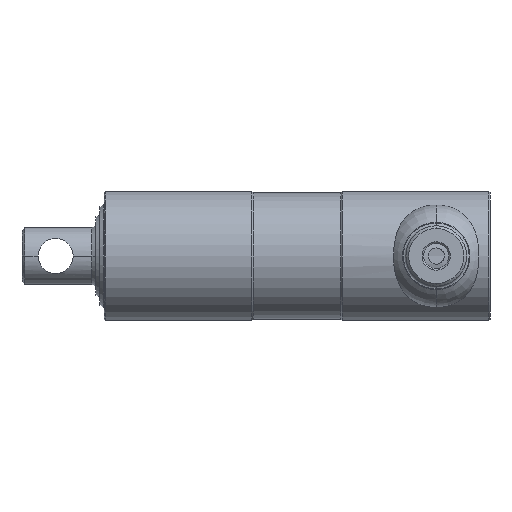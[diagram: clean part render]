
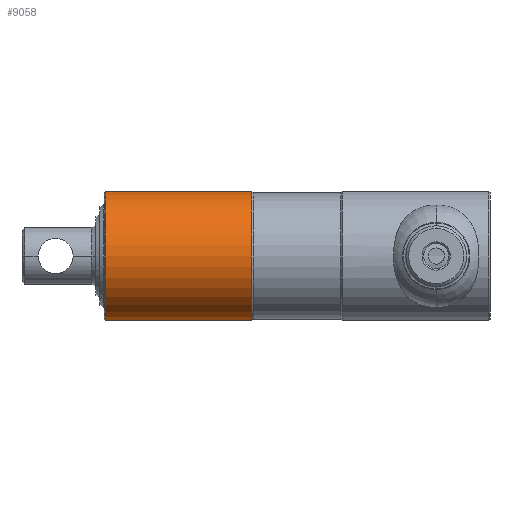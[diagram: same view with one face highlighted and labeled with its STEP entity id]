
A CAD part, left-side view. The second image highlights one B-rep face of the part: STEP entity #9058.
In plain terms, the highlighted cylindrical face has radius 48 mm (diameter 96 mm), a partial arc.
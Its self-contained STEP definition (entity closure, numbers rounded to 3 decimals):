
#456 = CIRCLE ( 'NONE', #1522, 48. ) ;
#621 = DIRECTION ( 'NONE',  ( 0., 0., -1. ) ) ;
#1291 = CIRCLE ( 'NONE', #4746, 48. ) ;
#1522 = AXIS2_PLACEMENT_3D ( 'NONE', #3989, #8967, #4724 ) ;
#2025 = CARTESIAN_POINT ( 'NONE',  ( 0., 177., 48. ) ) ;
#2286 = CARTESIAN_POINT ( 'NONE',  ( 0., -46.52, -48. ) ) ;
#2869 = CARTESIAN_POINT ( 'NONE',  ( 0., 177., -48. ) ) ;
#3091 = CARTESIAN_POINT ( 'NONE',  ( 0., 177., 0. ) ) ;
#3810 = DIRECTION ( 'NONE',  ( 0., 0., -1. ) ) ;
#3875 = CARTESIAN_POINT ( 'NONE',  ( 0., 286., -48. ) ) ;
#3889 = ORIENTED_EDGE ( 'NONE', *, *, #4975, .T. ) ;
#3989 = CARTESIAN_POINT ( 'NONE',  ( 0., 286., 0. ) ) ;
#4105 = DIRECTION ( 'NONE',  ( 0., -1., 0. ) ) ;
#4130 = ORIENTED_EDGE ( 'NONE', *, *, #4537, .F. ) ;
#4251 = FACE_OUTER_BOUND ( 'NONE', #9177, .T. ) ;
#4505 = AXIS2_PLACEMENT_3D ( 'NONE', #6374, #9225, #621 ) ;
#4537 = EDGE_CURVE ( 'NONE', #8031, #7209, #6022, .T. ) ;
#4546 = LINE ( 'NONE', #2286, #6880 ) ;
#4558 = ORIENTED_EDGE ( 'NONE', *, *, #5363, .F. ) ;
#4724 = DIRECTION ( 'NONE',  ( 0., 0., -1. ) ) ;
#4746 = AXIS2_PLACEMENT_3D ( 'NONE', #3091, #8049, #3810 ) ;
#4876 = ORIENTED_EDGE ( 'NONE', *, *, #8432, .T. ) ;
#4975 = EDGE_CURVE ( 'NONE', #8031, #7384, #456, .T. ) ;
#5295 = CARTESIAN_POINT ( 'NONE',  ( 0., 286., 48. ) ) ;
#5363 = EDGE_CURVE ( 'NONE', #7209, #8295, #1291, .T. ) ;
#5855 = DIRECTION ( 'NONE',  ( 0., -1., 0. ) ) ;
#6022 = LINE ( 'NONE', #8344, #7102 ) ;
#6374 = CARTESIAN_POINT ( 'NONE',  ( 0., -46.52, 0. ) ) ;
#6880 = VECTOR ( 'NONE', #5855, 1000. ) ;
#7000 = CYLINDRICAL_SURFACE ( 'NONE', #4505, 48. ) ;
#7102 = VECTOR ( 'NONE', #4105, 1000. ) ;
#7209 = VERTEX_POINT ( 'NONE', #2025 ) ;
#7384 = VERTEX_POINT ( 'NONE', #3875 ) ;
#8031 = VERTEX_POINT ( 'NONE', #5295 ) ;
#8049 = DIRECTION ( 'NONE',  ( 0., -1., 0. ) ) ;
#8295 = VERTEX_POINT ( 'NONE', #2869 ) ;
#8344 = CARTESIAN_POINT ( 'NONE',  ( 0., -46.52, 48. ) ) ;
#8432 = EDGE_CURVE ( 'NONE', #7384, #8295, #4546, .T. ) ;
#8967 = DIRECTION ( 'NONE',  ( 0., -1., 0. ) ) ;
#9058 = ADVANCED_FACE ( 'NONE', ( #4251 ), #7000, .T. ) ;
#9177 = EDGE_LOOP ( 'NONE', ( #4130, #3889, #4876, #4558 ) ) ;
#9225 = DIRECTION ( 'NONE',  ( 0., -1., 0. ) ) ;
